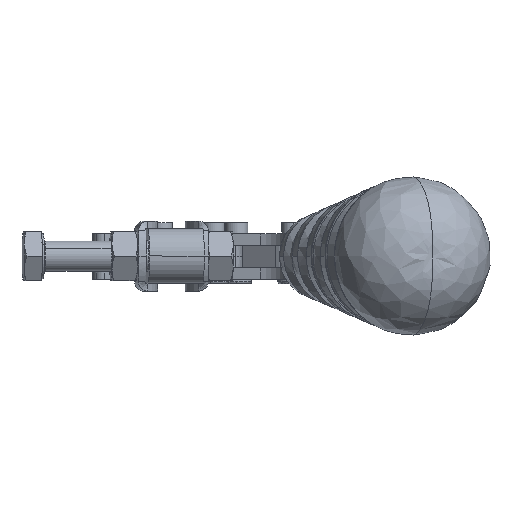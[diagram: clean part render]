
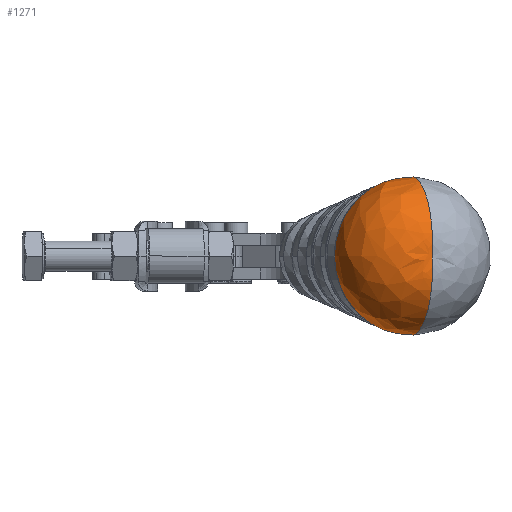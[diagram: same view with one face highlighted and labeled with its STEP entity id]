
A CAD part, top view. The second image highlights one B-rep face of the part: STEP entity #1271.
In plain terms, the highlighted free-form (B-spline) face has degree [2, 2] with [5, 9] control points.
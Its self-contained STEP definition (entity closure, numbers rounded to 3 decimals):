
#1153=CARTESIAN_POINT('',(137.382,-87.117,94.284));
#1154=VERTEX_POINT('',#1153);
#1162=CARTESIAN_POINT('',(117.535,-66.289,100.597));
#1163=VERTEX_POINT('',#1162);
#1164=CARTESIAN_POINT('',(137.382,-66.289,94.284));
#1165=DIRECTION('',(-0.303,0.,-0.953));
#1166=DIRECTION('',(0.953,0.,-0.303));
#1167=AXIS2_PLACEMENT_3D('',#1164,#1165,#1166);
#1168=CIRCLE('',#1167,20.827);
#1169=EDGE_CURVE('',#1154,#1163,#1168,.T.);
#1190=CARTESIAN_POINT('',(143.393,-66.289,113.18));
#1191=CARTESIAN_POINT('',(143.942,-77.185,114.903));
#1192=CARTESIAN_POINT('',(141.245,-83.732,106.428));
#1193=CARTESIAN_POINT('',(138.549,-90.28,97.952));
#1194=CARTESIAN_POINT('',(135.558,-85.316,88.55));
#1195=CARTESIAN_POINT('',(143.393,-66.289,113.18));
#1196=CARTESIAN_POINT('',(154.324,-77.185,111.6));
#1197=CARTESIAN_POINT('',(157.867,-83.732,101.14));
#1198=CARTESIAN_POINT('',(161.41,-90.28,90.679));
#1199=CARTESIAN_POINT('',(153.69,-85.316,82.782));
#1200=CARTESIAN_POINT('',(143.393,-66.289,113.18));
#1201=CARTESIAN_POINT('',(154.324,-66.289,111.6));
#1202=CARTESIAN_POINT('',(157.867,-66.289,101.14));
#1203=CARTESIAN_POINT('',(161.41,-66.289,90.679));
#1204=CARTESIAN_POINT('',(153.69,-66.289,82.782));
#1205=CARTESIAN_POINT('',(143.393,-66.289,113.18));
#1206=CARTESIAN_POINT('',(154.324,-55.394,111.6));
#1207=CARTESIAN_POINT('',(157.867,-48.847,101.14));
#1208=CARTESIAN_POINT('',(161.41,-42.299,90.679));
#1209=CARTESIAN_POINT('',(153.69,-47.263,82.782));
#1210=CARTESIAN_POINT('',(143.393,-66.289,113.18));
#1211=CARTESIAN_POINT('',(143.942,-55.394,114.903));
#1212=CARTESIAN_POINT('',(141.245,-48.847,106.428));
#1213=CARTESIAN_POINT('',(138.549,-42.299,97.952));
#1214=CARTESIAN_POINT('',(135.558,-47.263,88.55));
#1215=CARTESIAN_POINT('',(143.393,-66.289,113.18));
#1216=CARTESIAN_POINT('',(133.559,-55.394,118.206));
#1217=CARTESIAN_POINT('',(124.623,-48.847,111.715));
#1218=CARTESIAN_POINT('',(115.688,-42.299,105.225));
#1219=CARTESIAN_POINT('',(117.426,-47.263,94.318));
#1220=CARTESIAN_POINT('',(143.393,-66.289,113.18));
#1221=CARTESIAN_POINT('',(133.559,-66.289,118.206));
#1222=CARTESIAN_POINT('',(124.623,-66.289,111.715));
#1223=CARTESIAN_POINT('',(115.688,-66.289,105.225));
#1224=CARTESIAN_POINT('',(117.426,-66.289,94.318));
#1225=CARTESIAN_POINT('',(143.393,-66.289,113.18));
#1226=CARTESIAN_POINT('',(133.559,-77.185,118.206));
#1227=CARTESIAN_POINT('',(124.623,-83.732,111.715));
#1228=CARTESIAN_POINT('',(115.688,-90.28,105.225));
#1229=CARTESIAN_POINT('',(117.426,-85.316,94.318));
#1230=CARTESIAN_POINT('',(143.393,-66.289,113.18));
#1231=CARTESIAN_POINT('',(143.942,-77.185,114.903));
#1232=CARTESIAN_POINT('',(141.245,-83.732,106.428));
#1233=CARTESIAN_POINT('',(138.549,-90.28,97.952));
#1234=CARTESIAN_POINT('',(135.558,-85.316,88.55));
#1242=(BOUNDED_SURFACE()B_SPLINE_SURFACE(2,2,((#1190,#1195,#1200,#1205,#1210,#1215,#1220,#1225,#1230),(#1191,#1196,#1201,#1206,#1211,#1216,#1221,#1226,#1231),(#1192,#1197,#1202,#1207,#1212,#1217,#1222,#1227,#1232),(#1193,#1198,#1203,#1208,#1213,#1218,#1223,#1228,#1233),(#1194,#1199,#1204,#1209,#1214,#1219,#1224,#1229,#1234)),.UNSPECIFIED.,.F.,.T.,.U.)B_SPLINE_SURFACE_WITH_KNOTS((3,2,3),(3,2,2,2,3),(-1.735,-0.635,0.466),(0.0,1.571,3.142,4.712,6.283),.UNSPECIFIED.)GEOMETRIC_REPRESENTATION_ITEM()RATIONAL_B_SPLINE_SURFACE(((1.0,0.707,1.0,0.707,1.0,0.707,1.0,0.707,1.0),(0.852,0.603,0.852,0.603,0.852,0.603,0.852,0.603,0.852),(1.0,0.707,1.0,0.707,1.0,0.707,1.0,0.707,1.0),(0.852,0.603,0.852,0.603,0.852,0.603,0.852,0.603,0.852),(1.0,0.707,1.0,0.707,1.0,0.707,1.0,0.707,1.0)))REPRESENTATION_ITEM('')SURFACE());
#1243=CARTESIAN_POINT('',(143.393,-66.289,113.18));
#1244=VERTEX_POINT('',#1243);
#1245=CARTESIAN_POINT('',(138.01,-69.236,96.259));
#1246=DIRECTION('',(-0.953,0.0,0.303));
#1247=DIRECTION('',(0.0,-1.0,0.0));
#1248=AXIS2_PLACEMENT_3D('',#1245,#1246,#1247);
#1249=CIRCLE('',#1248,18.);
#1250=EDGE_CURVE('',#1154,#1244,#1249,.T.);
#1251=ORIENTED_EDGE('',*,*,#1250,.T.);
#1252=CARTESIAN_POINT('',(137.382,-45.462,94.284));
#1253=VERTEX_POINT('',#1252);
#1254=CARTESIAN_POINT('',(138.01,-63.342,96.259));
#1255=DIRECTION('',(-0.953,0.0,0.303));
#1256=DIRECTION('',(0.0,1.0,0.0));
#1257=AXIS2_PLACEMENT_3D('',#1254,#1255,#1256);
#1258=CIRCLE('',#1257,18.);
#1259=EDGE_CURVE('',#1244,#1253,#1258,.T.);
#1260=ORIENTED_EDGE('',*,*,#1259,.T.);
#1261=CARTESIAN_POINT('',(137.382,-66.289,94.284));
#1262=DIRECTION('',(-0.303,0.,-0.953));
#1263=DIRECTION('',(0.953,0.,-0.303));
#1264=AXIS2_PLACEMENT_3D('',#1261,#1262,#1263);
#1265=CIRCLE('',#1264,20.827);
#1266=EDGE_CURVE('',#1163,#1253,#1265,.T.);
#1267=ORIENTED_EDGE('',*,*,#1266,.F.);
#1268=ORIENTED_EDGE('',*,*,#1169,.F.);
#1269=EDGE_LOOP('',(#1251,#1260,#1267,#1268));
#1270=FACE_OUTER_BOUND('',#1269,.T.);
#1271=ADVANCED_FACE('',(#1270),#1242,.T.);
